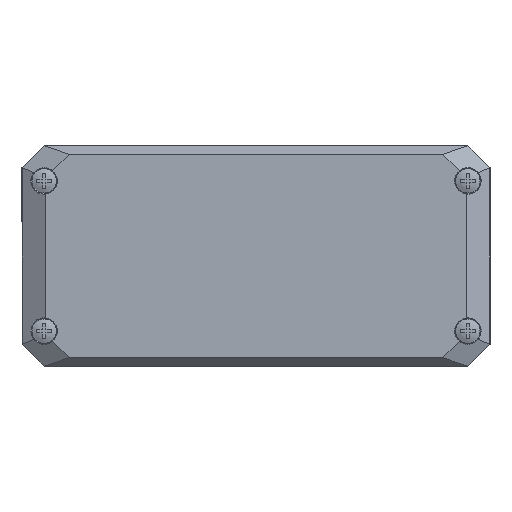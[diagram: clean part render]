
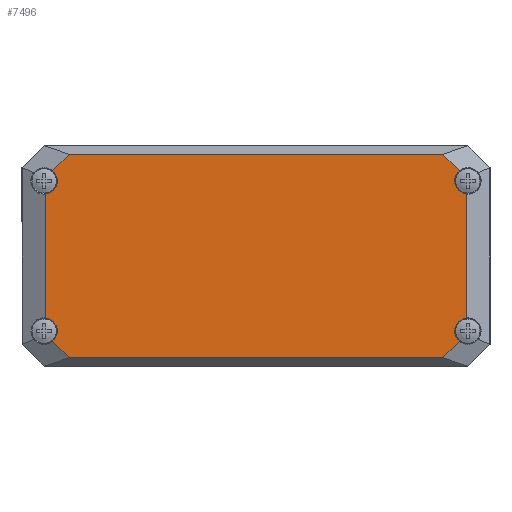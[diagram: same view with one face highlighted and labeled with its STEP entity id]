
A CAD part, front view. The second image highlights one B-rep face of the part: STEP entity #7496.
In plain terms, the highlighted face is planar.
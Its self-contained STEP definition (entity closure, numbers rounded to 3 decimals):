
#484=FACE_OUTER_BOUND('',#868,.T.);
#868=EDGE_LOOP('',(#6015,#6016,#6017,#6018,#6019,#6020,#6021,#6022,#6023,
#6024,#6025,#6026,#6027,#6028));
#1119=CIRCLE('',#8070,3.);
#1122=CIRCLE('',#8079,3.);
#1123=CIRCLE('',#8084,3.);
#1125=CIRCLE('',#8086,3.);
#1126=CIRCLE('',#8091,3.);
#1128=CIRCLE('',#8093,3.);
#1777=LINE('',#11732,#2636);
#1778=LINE('',#11734,#2637);
#1779=LINE('',#11735,#2638);
#1780=LINE('',#11736,#2639);
#1781=LINE('',#11738,#2640);
#1782=LINE('',#11740,#2641);
#1783=LINE('',#11741,#2642);
#1784=LINE('',#11742,#2643);
#2636=VECTOR('',#9554,10.);
#2637=VECTOR('',#9555,10.);
#2638=VECTOR('',#9556,10.);
#2639=VECTOR('',#9557,10.);
#2640=VECTOR('',#9558,10.);
#2641=VECTOR('',#9559,10.);
#2642=VECTOR('',#9560,10.);
#2643=VECTOR('',#9561,10.);
#3375=VERTEX_POINT('',#11682);
#3376=VERTEX_POINT('',#11684);
#3379=VERTEX_POINT('',#11693);
#3382=VERTEX_POINT('',#11700);
#3384=VERTEX_POINT('',#11706);
#3385=VERTEX_POINT('',#11708);
#3386=VERTEX_POINT('',#11710);
#3389=VERTEX_POINT('',#11719);
#3390=VERTEX_POINT('',#11721);
#3391=VERTEX_POINT('',#11723);
#3393=VERTEX_POINT('',#11731);
#3394=VERTEX_POINT('',#11733);
#3395=VERTEX_POINT('',#11737);
#3396=VERTEX_POINT('',#11739);
#4312=EDGE_CURVE('',#3376,#3375,#1119,.T.);
#4321=EDGE_CURVE('',#3379,#3382,#1122,.T.);
#4324=EDGE_CURVE('',#3386,#3385,#1123,.T.);
#4327=EDGE_CURVE('',#3384,#3386,#1125,.T.);
#4330=EDGE_CURVE('',#3391,#3390,#1126,.T.);
#4333=EDGE_CURVE('',#3389,#3391,#1128,.T.);
#4334=EDGE_CURVE('',#3393,#3375,#1777,.T.);
#4335=EDGE_CURVE('',#3394,#3393,#1778,.T.);
#4336=EDGE_CURVE('',#3389,#3394,#1779,.T.);
#4337=EDGE_CURVE('',#3384,#3390,#1780,.T.);
#4338=EDGE_CURVE('',#3395,#3385,#1781,.T.);
#4339=EDGE_CURVE('',#3396,#3395,#1782,.T.);
#4340=EDGE_CURVE('',#3379,#3396,#1783,.T.);
#4341=EDGE_CURVE('',#3376,#3382,#1784,.T.);
#6015=ORIENTED_EDGE('',*,*,#4312,.T.);
#6016=ORIENTED_EDGE('',*,*,#4334,.F.);
#6017=ORIENTED_EDGE('',*,*,#4335,.F.);
#6018=ORIENTED_EDGE('',*,*,#4336,.F.);
#6019=ORIENTED_EDGE('',*,*,#4333,.T.);
#6020=ORIENTED_EDGE('',*,*,#4330,.T.);
#6021=ORIENTED_EDGE('',*,*,#4337,.F.);
#6022=ORIENTED_EDGE('',*,*,#4327,.T.);
#6023=ORIENTED_EDGE('',*,*,#4324,.T.);
#6024=ORIENTED_EDGE('',*,*,#4338,.F.);
#6025=ORIENTED_EDGE('',*,*,#4339,.F.);
#6026=ORIENTED_EDGE('',*,*,#4340,.F.);
#6027=ORIENTED_EDGE('',*,*,#4321,.T.);
#6028=ORIENTED_EDGE('',*,*,#4341,.F.);
#7166=PLANE('',#8095);
#7496=ADVANCED_FACE('',(#484),#7166,.T.);
#8070=AXIS2_PLACEMENT_3D('',#11685,#9498,#9499);
#8079=AXIS2_PLACEMENT_3D('',#11702,#9518,#9519);
#8084=AXIS2_PLACEMENT_3D('',#11711,#9528,#9529);
#8086=AXIS2_PLACEMENT_3D('',#11715,#9533,#9534);
#8091=AXIS2_PLACEMENT_3D('',#11724,#9543,#9544);
#8093=AXIS2_PLACEMENT_3D('',#11728,#9548,#9549);
#8095=AXIS2_PLACEMENT_3D('',#11730,#9552,#9553);
#9498=DIRECTION('center_axis',(0.,-1.,0.));
#9499=DIRECTION('ref_axis',(-1.,0.,0.));
#9518=DIRECTION('center_axis',(0.,-1.,0.));
#9519=DIRECTION('ref_axis',(-1.,0.,0.));
#9528=DIRECTION('center_axis',(0.,-1.,0.));
#9529=DIRECTION('ref_axis',(-1.,0.,0.));
#9533=DIRECTION('center_axis',(0.,-1.,0.));
#9534=DIRECTION('ref_axis',(-1.,0.,0.));
#9543=DIRECTION('center_axis',(0.,-1.,0.));
#9544=DIRECTION('ref_axis',(-1.,0.,0.));
#9548=DIRECTION('center_axis',(0.,-1.,0.));
#9549=DIRECTION('ref_axis',(-1.,0.,0.));
#9552=DIRECTION('center_axis',(0.,1.,0.));
#9553=DIRECTION('ref_axis',(0.,0.,1.));
#9554=DIRECTION('',(0.707,0.,0.707));
#9555=DIRECTION('',(1.,0.,0.));
#9556=DIRECTION('',(0.707,0.,-0.707));
#9557=DIRECTION('',(0.,0.,-1.));
#9558=DIRECTION('',(-0.707,0.,-0.707));
#9559=DIRECTION('',(-1.,0.,0.));
#9560=DIRECTION('',(-0.707,0.,0.707));
#9561=DIRECTION('',(0.,0.,1.));
#11682=CARTESIAN_POINT('',(46.042,9.,5.727));
#11684=CARTESIAN_POINT('',(47.565,9.,10.968));
#11685=CARTESIAN_POINT('Origin',(48.,9.,8.));
#11693=CARTESIAN_POINT('',(46.042,9.,44.273));
#11700=CARTESIAN_POINT('',(47.565,9.,39.032));
#11702=CARTESIAN_POINT('Origin',(48.,9.,42.));
#11706=CARTESIAN_POINT('',(-47.565,9.,39.032));
#11708=CARTESIAN_POINT('',(-46.042,9.,44.273));
#11710=CARTESIAN_POINT('',(-45.,9.,42.));
#11711=CARTESIAN_POINT('Origin',(-48.,9.,42.));
#11715=CARTESIAN_POINT('Origin',(-48.,9.,42.));
#11719=CARTESIAN_POINT('',(-46.042,9.,5.727));
#11721=CARTESIAN_POINT('',(-47.565,9.,10.968));
#11723=CARTESIAN_POINT('',(-45.,9.,8.));
#11724=CARTESIAN_POINT('Origin',(-48.,9.,8.));
#11728=CARTESIAN_POINT('Origin',(-48.,9.,8.));
#11730=CARTESIAN_POINT('Origin',(0.,9.,25.));
#11731=CARTESIAN_POINT('',(42.308,9.,1.994));
#11732=CARTESIAN_POINT('',(38.407,9.,-1.907));
#11733=CARTESIAN_POINT('',(-42.308,9.,1.994));
#11734=CARTESIAN_POINT('',(0.,9.,1.994));
#11735=CARTESIAN_POINT('',(-40.907,9.,0.593));
#11736=CARTESIAN_POINT('',(-47.565,9.,35.));
#11737=CARTESIAN_POINT('',(-42.308,9.,48.006));
#11738=CARTESIAN_POINT('',(-38.407,9.,51.907));
#11739=CARTESIAN_POINT('',(42.308,9.,48.006));
#11740=CARTESIAN_POINT('',(0.,9.,48.006));
#11741=CARTESIAN_POINT('',(40.907,9.,49.407));
#11742=CARTESIAN_POINT('',(47.565,9.,15.));
